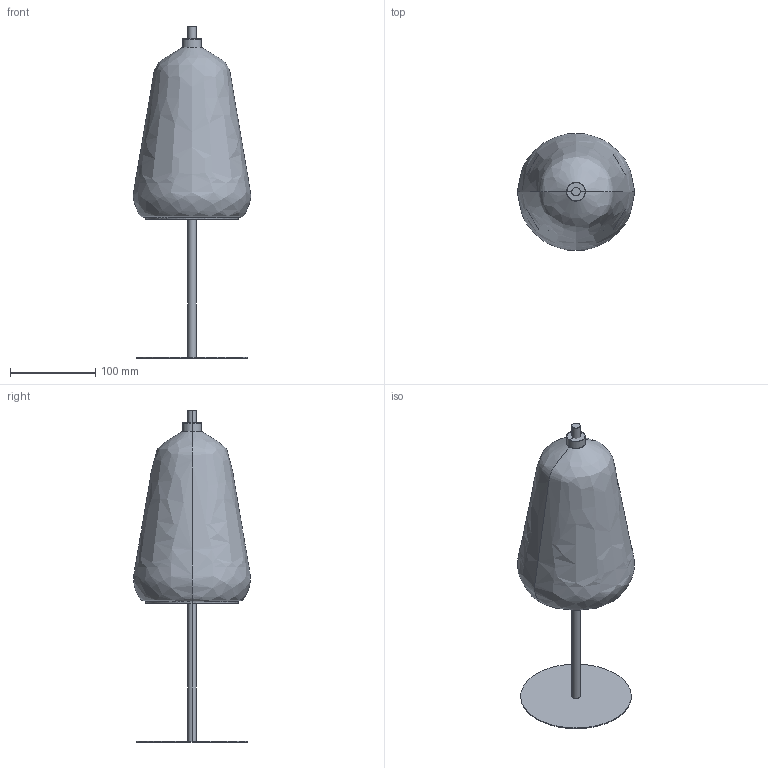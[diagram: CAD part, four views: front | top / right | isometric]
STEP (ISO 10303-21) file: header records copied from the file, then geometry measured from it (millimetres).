
FILE_DESCRIPTION(/* description */ (''),/* implementation_level */ '2;1');
FILE_NAME(/* name */ '174413~4',/* time_stamp */ '2020-05-19T15:38:35+02:00',/* author */ (''),/* organization */ (''),/* preprocessor_version */ 'ST-DEVELOPER v15',/* originating_system */ '',/* authorisation */ '');
FILE_SCHEMA (('AUTOMOTIVE_DESIGN'));
Length unit declared in the file: millimetre
Products named in the file (1): Document
Bounding box: 137.99 x 137.31 x 390 mm (x, y, z)
Volume: 19073.5 mm3; surface area: 264607.1 mm2
Topology: 3 solids, 6 shells, 45 faces, 101 edges, 67 vertices
Faces by surface type: bspline 40, plane 5
Entity records: 1993 total; most frequent: CARTESIAN_POINT 1384, ORIENTED_EDGE 166, EDGE_CURVE 88, VERTEX_POINT 50, ADVANCED_FACE 45, FACE_OUTER_BOUND 45, EDGE_LOOP 45, B_SPLINE_CURVE_WITH_KNOTS 30
